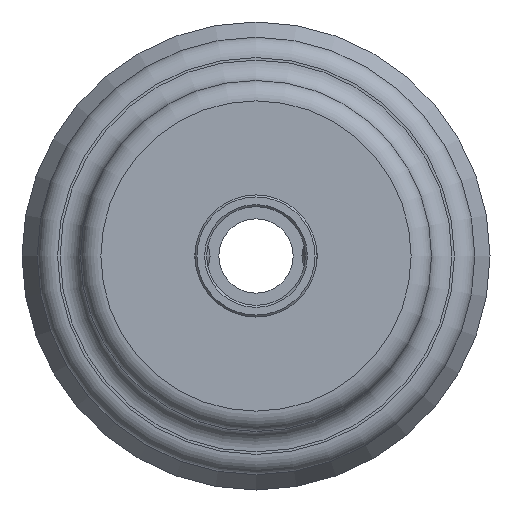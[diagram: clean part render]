
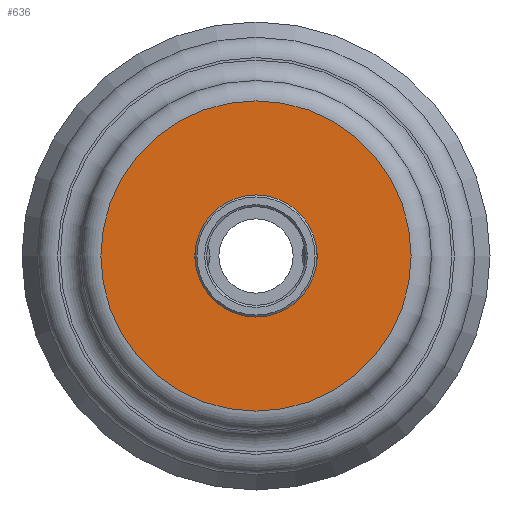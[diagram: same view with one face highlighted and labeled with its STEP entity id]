
A CAD part, left-side view. The second image highlights one B-rep face of the part: STEP entity #636.
In plain terms, the highlighted planar face has unit normal (-1, 0, 0).
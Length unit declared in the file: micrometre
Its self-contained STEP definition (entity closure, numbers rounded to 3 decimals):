
#16=PLANE('',#760);
#38=FACE_BOUND('',#238,.T.);
#145=CIRCLE('',#748,15250.);
#146=CIRCLE('',#749,15250.);
#147=CIRCLE('',#751,6000.);
#148=CIRCLE('',#752,6000.);
#190=FACE_OUTER_BOUND('',#237,.T.);
#237=EDGE_LOOP('',(#569,#570));
#238=EDGE_LOOP('',(#571,#572));
#319=VERTEX_POINT('',#1487);
#320=VERTEX_POINT('',#1489);
#321=VERTEX_POINT('',#1493);
#322=VERTEX_POINT('',#1494);
#406=EDGE_CURVE('',#319,#320,#145,.T.);
#407=EDGE_CURVE('',#320,#319,#146,.T.);
#408=EDGE_CURVE('',#321,#322,#147,.T.);
#409=EDGE_CURVE('',#322,#321,#148,.T.);
#569=ORIENTED_EDGE('',*,*,#407,.F.);
#570=ORIENTED_EDGE('',*,*,#406,.F.);
#571=ORIENTED_EDGE('',*,*,#408,.T.);
#572=ORIENTED_EDGE('',*,*,#409,.T.);
#636=ADVANCED_FACE('',(#190,#38),#16,.T.);
#748=AXIS2_PLACEMENT_3D('',#1490,#952,#953);
#749=AXIS2_PLACEMENT_3D('',#1491,#954,#955);
#751=AXIS2_PLACEMENT_3D('',#1495,#958,#959);
#752=AXIS2_PLACEMENT_3D('',#1496,#960,#961);
#760=AXIS2_PLACEMENT_3D('',#1511,#979,#980);
#952=DIRECTION('center_axis',(1.,0.,0.));
#953=DIRECTION('ref_axis',(0.,0.,-1.));
#954=DIRECTION('center_axis',(1.,0.,0.));
#955=DIRECTION('ref_axis',(0.,0.,-1.));
#958=DIRECTION('center_axis',(1.,0.,0.));
#959=DIRECTION('ref_axis',(0.,0.,-1.));
#960=DIRECTION('center_axis',(1.,0.,0.));
#961=DIRECTION('ref_axis',(0.,0.,-1.));
#979=DIRECTION('center_axis',(-1.,0.,0.));
#980=DIRECTION('ref_axis',(0.,0.,1.));
#1487=CARTESIAN_POINT('',(-32500.,0.,15250.));
#1489=CARTESIAN_POINT('',(-32500.,0.,-15250.));
#1490=CARTESIAN_POINT('Origin',(-32500.,0.,0.));
#1491=CARTESIAN_POINT('Origin',(-32500.,0.,0.));
#1493=CARTESIAN_POINT('',(-32500.,0.,-6000.));
#1494=CARTESIAN_POINT('',(-32500.,0.,6000.));
#1495=CARTESIAN_POINT('Origin',(-32500.,0.,0.));
#1496=CARTESIAN_POINT('Origin',(-32500.,0.,0.));
#1511=CARTESIAN_POINT('Origin',(-32500.,6000.,0.));
